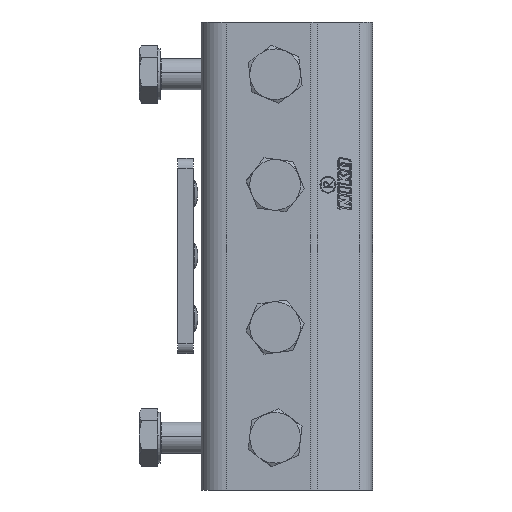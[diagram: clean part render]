
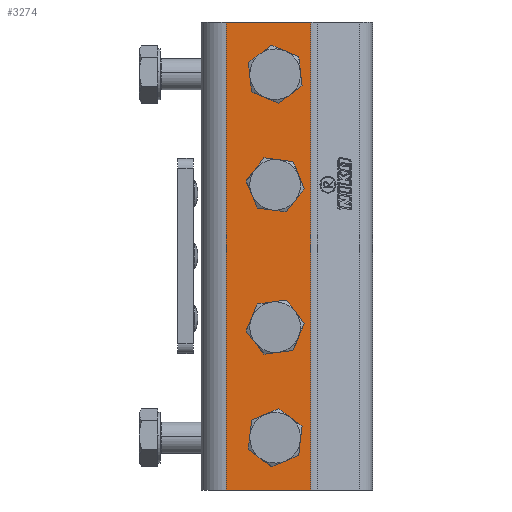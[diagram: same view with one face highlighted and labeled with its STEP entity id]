
A CAD part, left-side view. The second image highlights one B-rep face of the part: STEP entity #3274.
In plain terms, the highlighted planar face has unit normal (-1, 0, 0).
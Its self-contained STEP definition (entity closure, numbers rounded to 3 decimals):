
#11 = DIRECTION ( 'NONE',  ( -1., 0., 0. ) ) ;
#152 = CIRCLE ( 'NONE', #5585, 3.4 ) ;
#313 = AXIS2_PLACEMENT_3D ( 'NONE', #9060, #1430, #10326 ) ;
#529 = AXIS2_PLACEMENT_3D ( 'NONE', #9578, #1971, #10857 ) ;
#683 = LINE ( 'NONE', #6667, #10017 ) ;
#841 = CARTESIAN_POINT ( 'NONE',  ( -1.64, 1.839, 98.45 ) ) ;
#1430 = DIRECTION ( 'NONE',  ( -1., 0., 0. ) ) ;
#1481 = EDGE_CURVE ( 'NONE', #3819, #8519, #12967, .T. ) ;
#1770 = CIRCLE ( 'NONE', #529, 3.4 ) ;
#1824 = CARTESIAN_POINT ( 'NONE',  ( -1.64, 10.986, 140.2 ) ) ;
#1885 = ORIENTED_EDGE ( 'NONE', *, *, #3296, .T. ) ;
#1961 = LINE ( 'NONE', #5971, #2351 ) ;
#1971 = DIRECTION ( 'NONE',  ( -1., 0., 0. ) ) ;
#1995 = EDGE_CURVE ( 'NONE', #8593, #2021, #5960, .T. ) ;
#2021 = VERTEX_POINT ( 'NONE', #12419 ) ;
#2225 = AXIS2_PLACEMENT_3D ( 'NONE', #5881, #14774, #7148 ) ;
#2307 = FACE_BOUND ( 'NONE', #16446, .T. ) ;
#2351 = VECTOR ( 'NONE', #12343, 1000. ) ;
#2982 = ORIENTED_EDGE ( 'NONE', *, *, #12697, .T. ) ;
#3124 = DIRECTION ( 'NONE',  ( 0., -1., 0. ) ) ;
#3274 = ADVANCED_FACE ( 'NONE', ( #5725, #15465, #12461, #2307, #16256 ), #3624, .T. ) ;
#3285 = CARTESIAN_POINT ( 'NONE',  ( -1.64, 10.986, 201.65 ) ) ;
#3296 = EDGE_CURVE ( 'NONE', #3334, #5497, #5315, .T. ) ;
#3334 = VERTEX_POINT ( 'NONE', #5072 ) ;
#3462 = VERTEX_POINT ( 'NONE', #3285 ) ;
#3624 = PLANE ( 'NONE',  #10987 ) ;
#3816 = EDGE_CURVE ( 'NONE', #7798, #6054, #16243, .T. ) ;
#3819 = VERTEX_POINT ( 'NONE', #6507 ) ;
#4313 = DIRECTION ( 'NONE',  ( 0., 0., -1. ) ) ;
#4336 = CARTESIAN_POINT ( 'NONE',  ( -1.64, 10.986, 111.85 ) ) ;
#4350 = VECTOR ( 'NONE', #7181, 1000. ) ;
#4628 = VERTEX_POINT ( 'NONE', #5274 ) ;
#4906 = CARTESIAN_POINT ( 'NONE',  ( -1.64, 1.839, 98.45 ) ) ;
#5072 = CARTESIAN_POINT ( 'NONE',  ( -1.64, 23.486, 98.45 ) ) ;
#5099 = EDGE_CURVE ( 'NONE', #2021, #8593, #152, .T. ) ;
#5145 = ORIENTED_EDGE ( 'NONE', *, *, #3816, .F. ) ;
#5274 = CARTESIAN_POINT ( 'NONE',  ( -1.64, 10.986, 208.45 ) ) ;
#5315 = LINE ( 'NONE', #12561, #11667 ) ;
#5388 = AXIS2_PLACEMENT_3D ( 'NONE', #1824, #10718, #3124 ) ;
#5416 = EDGE_LOOP ( 'NONE', ( #7486, #12547 ) ) ;
#5497 = VERTEX_POINT ( 'NONE', #10808 ) ;
#5585 = AXIS2_PLACEMENT_3D ( 'NONE', #6814, #15732, #8086 ) ;
#5725 = FACE_BOUND ( 'NONE', #8390, .T. ) ;
#5880 = CARTESIAN_POINT ( 'NONE',  ( -1.64, 23.486, 218.45 ) ) ;
#5881 = CARTESIAN_POINT ( 'NONE',  ( -1.64, 10.986, 205.05 ) ) ;
#5960 = CIRCLE ( 'NONE', #12353, 3.4 ) ;
#5971 = CARTESIAN_POINT ( 'NONE',  ( -1.64, 23.486, 98.45 ) ) ;
#6054 = VERTEX_POINT ( 'NONE', #13027 ) ;
#6191 = DIRECTION ( 'NONE',  ( 0., -1., 0. ) ) ;
#6507 = CARTESIAN_POINT ( 'NONE',  ( -1.64, 7.586, 140.2 ) ) ;
#6667 = CARTESIAN_POINT ( 'NONE',  ( -1.64, 1.839, 218.45 ) ) ;
#6814 = CARTESIAN_POINT ( 'NONE',  ( -1.64, 10.986, 111.85 ) ) ;
#7005 = CARTESIAN_POINT ( 'NONE',  ( -1.64, 10.986, 205.05 ) ) ;
#7148 = DIRECTION ( 'NONE',  ( 0., 0., -1. ) ) ;
#7181 = DIRECTION ( 'NONE',  ( 0., 0., 1. ) ) ;
#7187 = CARTESIAN_POINT ( 'NONE',  ( -1.64, 14.386, 140.2 ) ) ;
#7358 = EDGE_CURVE ( 'NONE', #11215, #7825, #683, .T. ) ;
#7486 = ORIENTED_EDGE ( 'NONE', *, *, #1995, .T. ) ;
#7583 = ORIENTED_EDGE ( 'NONE', *, *, #7358, .F. ) ;
#7633 = CARTESIAN_POINT ( 'NONE',  ( -1.64, 10.986, 140.2 ) ) ;
#7798 = VERTEX_POINT ( 'NONE', #12637 ) ;
#7825 = VERTEX_POINT ( 'NONE', #16490 ) ;
#7868 = AXIS2_PLACEMENT_3D ( 'NONE', #7633, #11, #8921 ) ;
#7916 = AXIS2_PLACEMENT_3D ( 'NONE', #7005, #15925, #8289 ) ;
#8086 = DIRECTION ( 'NONE',  ( 0., 0., -1. ) ) ;
#8289 = DIRECTION ( 'NONE',  ( 0., 0., -1. ) ) ;
#8390 = EDGE_LOOP ( 'NONE', ( #9863, #2982 ) ) ;
#8519 = VERTEX_POINT ( 'NONE', #7187 ) ;
#8544 = CIRCLE ( 'NONE', #5388, 3.4 ) ;
#8548 = CIRCLE ( 'NONE', #2225, 3.4 ) ;
#8593 = VERTEX_POINT ( 'NONE', #13621 ) ;
#8921 = DIRECTION ( 'NONE',  ( 0., -1., 0. ) ) ;
#8992 = ORIENTED_EDGE ( 'NONE', *, *, #12846, .F. ) ;
#9060 = CARTESIAN_POINT ( 'NONE',  ( -1.64, 10.986, 176.7 ) ) ;
#9081 = EDGE_LOOP ( 'NONE', ( #7583, #8992, #1885, #10965 ) ) ;
#9578 = CARTESIAN_POINT ( 'NONE',  ( -1.64, 10.986, 176.7 ) ) ;
#9593 = ORIENTED_EDGE ( 'NONE', *, *, #1481, .F. ) ;
#9841 = ORIENTED_EDGE ( 'NONE', *, *, #10408, .F. ) ;
#9863 = ORIENTED_EDGE ( 'NONE', *, *, #10441, .T. ) ;
#10017 = VECTOR ( 'NONE', #15561, 1000. ) ;
#10326 = DIRECTION ( 'NONE',  ( 0., -1., 0. ) ) ;
#10402 = ORIENTED_EDGE ( 'NONE', *, *, #12663, .F. ) ;
#10408 = EDGE_CURVE ( 'NONE', #6054, #7798, #1770, .T. ) ;
#10441 = EDGE_CURVE ( 'NONE', #3462, #4628, #8548, .T. ) ;
#10718 = DIRECTION ( 'NONE',  ( -1., 0., 0. ) ) ;
#10808 = CARTESIAN_POINT ( 'NONE',  ( -1.64, 1.839, 98.45 ) ) ;
#10857 = DIRECTION ( 'NONE',  ( 0., -1., 0. ) ) ;
#10948 = EDGE_CURVE ( 'NONE', #5497, #7825, #11899, .T. ) ;
#10965 = ORIENTED_EDGE ( 'NONE', *, *, #10948, .T. ) ;
#10987 = AXIS2_PLACEMENT_3D ( 'NONE', #4906, #13782, #6191 ) ;
#11215 = VERTEX_POINT ( 'NONE', #5880 ) ;
#11667 = VECTOR ( 'NONE', #15094, 1000. ) ;
#11899 = LINE ( 'NONE', #841, #4350 ) ;
#12343 = DIRECTION ( 'NONE',  ( 0., 0., 1. ) ) ;
#12353 = AXIS2_PLACEMENT_3D ( 'NONE', #4336, #13206, #4313 ) ;
#12419 = CARTESIAN_POINT ( 'NONE',  ( -1.64, 10.986, 115.25 ) ) ;
#12461 = FACE_BOUND ( 'NONE', #15727, .T. ) ;
#12547 = ORIENTED_EDGE ( 'NONE', *, *, #5099, .T. ) ;
#12561 = CARTESIAN_POINT ( 'NONE',  ( -1.64, 1.839, 98.45 ) ) ;
#12637 = CARTESIAN_POINT ( 'NONE',  ( -1.64, 14.386, 176.7 ) ) ;
#12663 = EDGE_CURVE ( 'NONE', #8519, #3819, #8544, .T. ) ;
#12697 = EDGE_CURVE ( 'NONE', #4628, #3462, #14107, .T. ) ;
#12846 = EDGE_CURVE ( 'NONE', #3334, #11215, #1961, .T. ) ;
#12967 = CIRCLE ( 'NONE', #7868, 3.4 ) ;
#13027 = CARTESIAN_POINT ( 'NONE',  ( -1.64, 7.586, 176.7 ) ) ;
#13206 = DIRECTION ( 'NONE',  ( 1., 0., 0. ) ) ;
#13621 = CARTESIAN_POINT ( 'NONE',  ( -1.64, 10.986, 108.45 ) ) ;
#13782 = DIRECTION ( 'NONE',  ( -1., 0., 0. ) ) ;
#14107 = CIRCLE ( 'NONE', #7916, 3.4 ) ;
#14774 = DIRECTION ( 'NONE',  ( 1., 0., 0. ) ) ;
#15094 = DIRECTION ( 'NONE',  ( 0., -1., 0. ) ) ;
#15465 = FACE_BOUND ( 'NONE', #5416, .T. ) ;
#15561 = DIRECTION ( 'NONE',  ( 0., -1., 0. ) ) ;
#15727 = EDGE_LOOP ( 'NONE', ( #9841, #5145 ) ) ;
#15732 = DIRECTION ( 'NONE',  ( 1., 0., 0. ) ) ;
#15925 = DIRECTION ( 'NONE',  ( 1., 0., 0. ) ) ;
#16243 = CIRCLE ( 'NONE', #313, 3.4 ) ;
#16256 = FACE_OUTER_BOUND ( 'NONE', #9081, .T. ) ;
#16446 = EDGE_LOOP ( 'NONE', ( #9593, #10402 ) ) ;
#16490 = CARTESIAN_POINT ( 'NONE',  ( -1.64, 1.839, 218.45 ) ) ;
